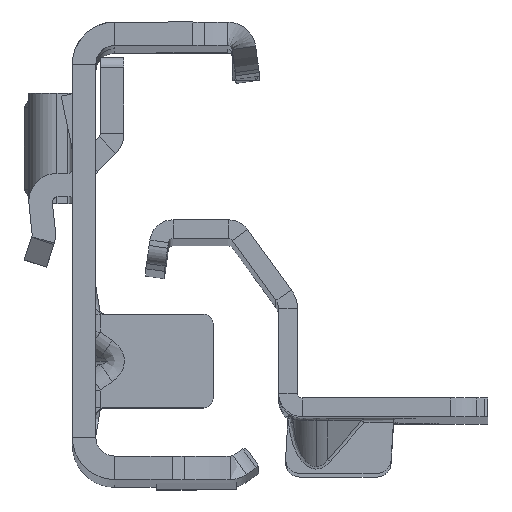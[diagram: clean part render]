
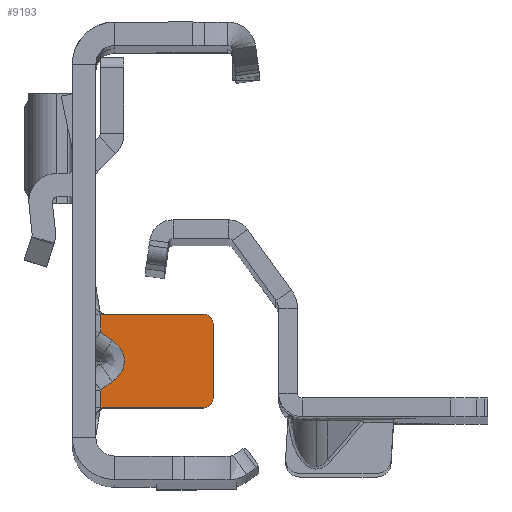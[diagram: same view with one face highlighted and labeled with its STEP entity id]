
A CAD part, top view. The second image highlights one B-rep face of the part: STEP entity #9193.
In plain terms, the highlighted planar face has unit normal (0, 0, 1).
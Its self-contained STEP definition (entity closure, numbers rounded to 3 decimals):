
#68 = CARTESIAN_POINT ( 'NONE',  ( -1.826, -15.6, -441.5 ) ) ;
#173 = AXIS2_PLACEMENT_3D ( 'NONE', #3086, #6053, #2996 ) ;
#307 = CARTESIAN_POINT ( 'NONE',  ( 11.5, -14.6, -441.5 ) ) ;
#387 = VECTOR ( 'NONE', #3246, 1000. ) ;
#597 =( BOUNDED_CURVE ( )  B_SPLINE_CURVE ( 3, ( #15179, #6409, #13644, #7609 ),
 .UNSPECIFIED., .F., .T. ) 
 B_SPLINE_CURVE_WITH_KNOTS ( ( 4, 4 ),
 ( 2.356, 3.927 ),
 .UNSPECIFIED. ) 
 CURVE ( )  GEOMETRIC_REPRESENTATION_ITEM ( )  RATIONAL_B_SPLINE_CURVE ( ( 1., 0.805, 0.805, 1. ) ) 
 REPRESENTATION_ITEM ( '' )  );
#636 = AXIS2_PLACEMENT_3D ( 'NONE', #307, #6129, #12016 ) ;
#638 = VECTOR ( 'NONE', #4481, 1000. ) ;
#1066 = CARTESIAN_POINT ( 'NONE',  ( -1.826, -5.6, -441.5 ) ) ;
#1160 = CARTESIAN_POINT ( 'NONE',  ( 11.5, -6.6, -441.5 ) ) ;
#1383 = LINE ( 'NONE', #8879, #3556 ) ;
#1853 = CARTESIAN_POINT ( 'NONE',  ( -1.826, -15.6, -441.5 ) ) ;
#1924 = VERTEX_POINT ( 'NONE', #2230 ) ;
#2230 = CARTESIAN_POINT ( 'NONE',  ( 12.5, -14.6, -441.5 ) ) ;
#2412 = ORIENTED_EDGE ( 'NONE', *, *, #6834, .T. ) ;
#2507 = ORIENTED_EDGE ( 'NONE', *, *, #16499, .T. ) ;
#2996 = DIRECTION ( 'NONE',  ( 0., 1., 0. ) ) ;
#3086 = CARTESIAN_POINT ( 'NONE',  ( -37.326, 22.3, -441.5 ) ) ;
#3101 = DIRECTION ( 'NONE',  ( 1., 0., 0. ) ) ;
#3102 = ORIENTED_EDGE ( 'NONE', *, *, #10059, .F. ) ;
#3161 = LINE ( 'NONE', #16148, #638 ) ;
#3246 = DIRECTION ( 'NONE',  ( 0., 1., 0. ) ) ;
#3498 = ORIENTED_EDGE ( 'NONE', *, *, #15843, .T. ) ;
#3556 = VECTOR ( 'NONE', #14996, 1000. ) ;
#3598 = LINE ( 'NONE', #3981, #5880 ) ;
#3898 = CARTESIAN_POINT ( 'NONE',  ( 0.5, -5.6, -441.5 ) ) ;
#3981 = CARTESIAN_POINT ( 'NONE',  ( -1.826, -5.6, -441.5 ) ) ;
#4123 = DIRECTION ( 'NONE',  ( 0., 1., 0. ) ) ;
#4290 = AXIS2_PLACEMENT_3D ( 'NONE', #1160, #17185, #17001 ) ;
#4418 = EDGE_CURVE ( 'NONE', #15656, #16188, #14215, .T. ) ;
#4427 = FACE_OUTER_BOUND ( 'NONE', #16259, .T. ) ;
#4481 = DIRECTION ( 'NONE',  ( 0., 1., 0. ) ) ;
#4641 = VERTEX_POINT ( 'NONE', #15328 ) ;
#4695 = VERTEX_POINT ( 'NONE', #3898 ) ;
#5224 = CARTESIAN_POINT ( 'NONE',  ( 11.5, -5.6, -441.5 ) ) ;
#5494 = EDGE_CURVE ( 'NONE', #11505, #15877, #17858, .T. ) ;
#5880 = VECTOR ( 'NONE', #15418, 1000. ) ;
#6053 = DIRECTION ( 'NONE',  ( 0., 0., -1. ) ) ;
#6129 = DIRECTION ( 'NONE',  ( 0., 0., 1. ) ) ;
#6144 = ORIENTED_EDGE ( 'NONE', *, *, #13462, .F. ) ;
#6409 = CARTESIAN_POINT ( 'NONE',  ( 3.573, -11.508, -441.5 ) ) ;
#6464 = VECTOR ( 'NONE', #3101, 1000. ) ;
#6652 = ORIENTED_EDGE ( 'NONE', *, *, #12779, .T. ) ;
#6731 = CARTESIAN_POINT ( 'NONE',  ( 0.5, -15.6, -441.5 ) ) ;
#6834 = EDGE_CURVE ( 'NONE', #16188, #4695, #3598, .T. ) ;
#7461 = CARTESIAN_POINT ( 'NONE',  ( 0.5, -13.681, -441.5 ) ) ;
#7609 = CARTESIAN_POINT ( 'NONE',  ( 1.757, -8.408, -441.5 ) ) ;
#7930 = VERTEX_POINT ( 'NONE', #11179 ) ;
#8275 = VERTEX_POINT ( 'NONE', #14383 ) ;
#8346 = CARTESIAN_POINT ( 'NONE',  ( 1.367, -8.131, -441.5 ) ) ;
#8400 = CARTESIAN_POINT ( 'NONE',  ( 0.5, -7.519, -441.5 ) ) ;
#8599 = VECTOR ( 'NONE', #4123, 1000. ) ;
#8710 = ORIENTED_EDGE ( 'NONE', *, *, #18861, .F. ) ;
#8879 = CARTESIAN_POINT ( 'NONE',  ( 2.624, -12.179, -441.5 ) ) ;
#8942 = CIRCLE ( 'NONE', #636, 1. ) ;
#9193 = ADVANCED_FACE ( 'NONE', ( #4427 ), #16179, .F. ) ;
#9527 = VECTOR ( 'NONE', #16405, 1000. ) ;
#10020 = VERTEX_POINT ( 'NONE', #8400 ) ;
#10059 = EDGE_CURVE ( 'NONE', #15877, #13437, #1383, .T. ) ;
#10794 = ORIENTED_EDGE ( 'NONE', *, *, #13956, .F. ) ;
#11179 = CARTESIAN_POINT ( 'NONE',  ( 1.757, -8.408, -441.5 ) ) ;
#11342 = CARTESIAN_POINT ( 'NONE',  ( 1.757, -12.792, -441.5 ) ) ;
#11443 = LINE ( 'NONE', #17292, #8599 ) ;
#11505 = VERTEX_POINT ( 'NONE', #6731 ) ;
#11899 = ORIENTED_EDGE ( 'NONE', *, *, #13303, .T. ) ;
#12016 = DIRECTION ( 'NONE',  ( 0., 1., 0. ) ) ;
#12527 = VECTOR ( 'NONE', #15836, 1000. ) ;
#12779 = EDGE_CURVE ( 'NONE', #11505, #8275, #13385, .T. ) ;
#13048 = DIRECTION ( 'NONE',  ( -1., 0., 0. ) ) ;
#13303 = EDGE_CURVE ( 'NONE', #4641, #1924, #8942, .T. ) ;
#13385 = LINE ( 'NONE', #1853, #6464 ) ;
#13437 = VERTEX_POINT ( 'NONE', #11342 ) ;
#13462 = EDGE_CURVE ( 'NONE', #10020, #4695, #11443, .T. ) ;
#13644 = CARTESIAN_POINT ( 'NONE',  ( 3.573, -9.692, -441.5 ) ) ;
#13921 = ORIENTED_EDGE ( 'NONE', *, *, #15233, .T. ) ;
#13956 = EDGE_CURVE ( 'NONE', #13437, #7930, #597, .T. ) ;
#14215 = LINE ( 'NONE', #1066, #14951 ) ;
#14383 = CARTESIAN_POINT ( 'NONE',  ( 0.708, -15.6, -441.5 ) ) ;
#14481 = LINE ( 'NONE', #8346, #12527 ) ;
#14768 = ORIENTED_EDGE ( 'NONE', *, *, #4418, .T. ) ;
#14828 = CARTESIAN_POINT ( 'NONE',  ( 0.708, -5.6, -441.5 ) ) ;
#14951 = VECTOR ( 'NONE', #13048, 1000. ) ;
#14996 = DIRECTION ( 'NONE',  ( 0.816, 0.577, 0. ) ) ;
#15028 = CARTESIAN_POINT ( 'NONE',  ( 12.5, -6.6, -441.5 ) ) ;
#15179 = CARTESIAN_POINT ( 'NONE',  ( 1.757, -12.792, -441.5 ) ) ;
#15233 = EDGE_CURVE ( 'NONE', #15938, #15656, #15320, .T. ) ;
#15320 = CIRCLE ( 'NONE', #4290, 1. ) ;
#15328 = CARTESIAN_POINT ( 'NONE',  ( 11.5, -15.6, -441.5 ) ) ;
#15418 = DIRECTION ( 'NONE',  ( -1., 0., 0. ) ) ;
#15656 = VERTEX_POINT ( 'NONE', #5224 ) ;
#15836 = DIRECTION ( 'NONE',  ( -0.816, 0.577, 0. ) ) ;
#15843 = EDGE_CURVE ( 'NONE', #8275, #4641, #16018, .T. ) ;
#15877 = VERTEX_POINT ( 'NONE', #7461 ) ;
#15938 = VERTEX_POINT ( 'NONE', #15028 ) ;
#16018 = LINE ( 'NONE', #68, #9527 ) ;
#16148 = CARTESIAN_POINT ( 'NONE',  ( 12.5, -6.6, -441.5 ) ) ;
#16179 = PLANE ( 'NONE',  #173 ) ;
#16188 = VERTEX_POINT ( 'NONE', #14828 ) ;
#16259 = EDGE_LOOP ( 'NONE', ( #8710, #10794, #3102, #18142, #6652, #3498, #11899, #2507, #13921, #14768, #2412, #6144 ) ) ;
#16405 = DIRECTION ( 'NONE',  ( 1., 0., 0. ) ) ;
#16430 = CARTESIAN_POINT ( 'NONE',  ( 0.5, 22.3, -441.5 ) ) ;
#16499 = EDGE_CURVE ( 'NONE', #1924, #15938, #3161, .T. ) ;
#17001 = DIRECTION ( 'NONE',  ( 0., -1., 0. ) ) ;
#17185 = DIRECTION ( 'NONE',  ( 0., 0., 1. ) ) ;
#17292 = CARTESIAN_POINT ( 'NONE',  ( 0.5, 22.3, -441.5 ) ) ;
#17858 = LINE ( 'NONE', #16430, #387 ) ;
#18142 = ORIENTED_EDGE ( 'NONE', *, *, #5494, .F. ) ;
#18861 = EDGE_CURVE ( 'NONE', #7930, #10020, #14481, .T. ) ;
